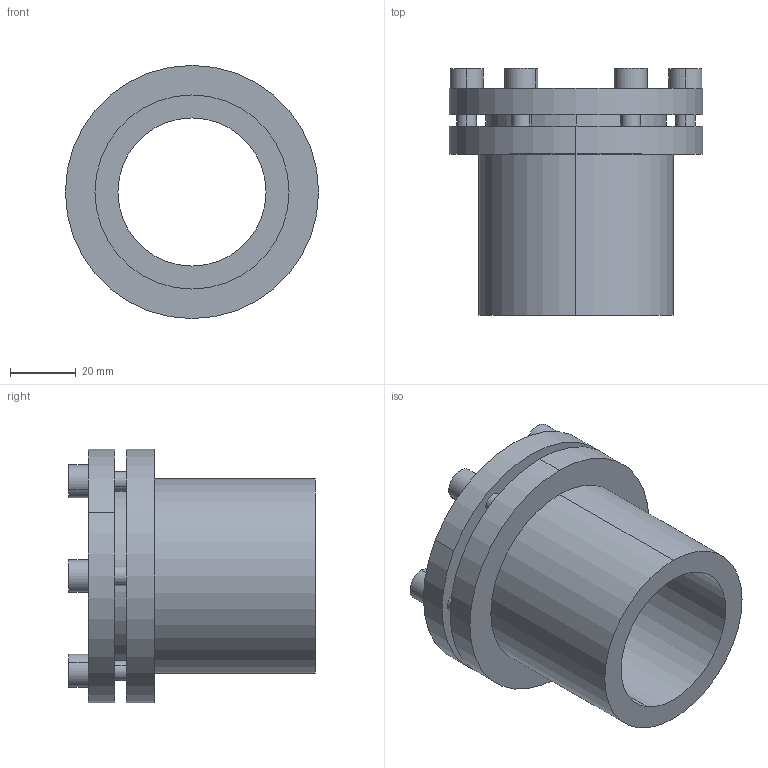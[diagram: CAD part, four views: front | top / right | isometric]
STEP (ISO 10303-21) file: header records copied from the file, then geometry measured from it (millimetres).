
FILE_DESCRIPTION((''),'2;1');
FILE_NAME('C45.stp','2003-07-03T09:37:10',(''),(''),'AutoCAD STEP 2000i','AutoCAD 2000i',', , ');
FILE_SCHEMA(('CONFIG_CONTROL_DESIGN'));
Length unit declared in the file: millimetre
Products named in the file (2): C45; TRYCKBRICKA
Assembly tree (1 placements, depth 2):
  C45
    TRYCKBRICKA
Bounding box: 77 x 75 x 77 mm (x, y, z)
Volume: 111128.2 mm3; surface area: 36430.3 mm2
Topology: 1 solids, 1 shells, 93 faces, 234 edges, 160 vertices
Faces by surface type: plane 55, cylinder 38
Entity records: 2969 total; most frequent: DIRECTION 512, CARTESIAN_POINT 489, ORIENTED_EDGE 468, EDGE_CURVE 234, AXIS2_PLACEMENT_3D 183, VERTEX_POINT 160, VECTOR 146, LINE 146
